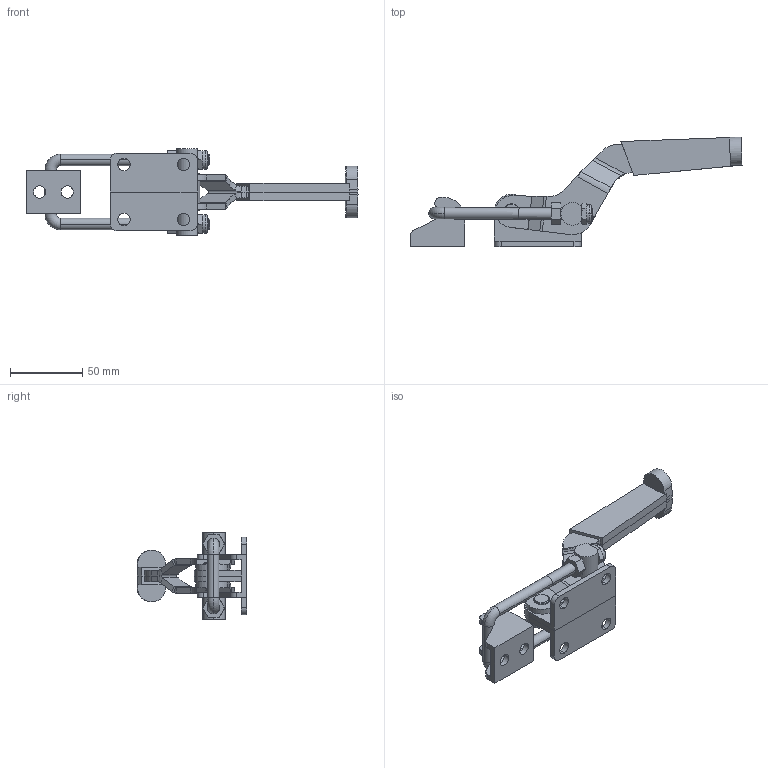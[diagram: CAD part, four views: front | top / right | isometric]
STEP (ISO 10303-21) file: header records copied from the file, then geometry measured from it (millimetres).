
FILE_DESCRIPTION (( 'STEP AP214' ), '1' );
FILE_NAME ('493798(GH-40341).STEP', '2019-01-16T02:41:06', ( 'LinWei' ), ( '' ), 'SwSTEP 2.0', 'SolidWorks 2016', '' );
FILE_SCHEMA (( 'AUTOMOTIVE_DESIGN' ));
Length unit declared in the file: millimetre
Products named in the file (5): Group4^493798(GH-40341); Group3^493798(GH-40341); Group2^493798(GH-40341); Group1^493798(GH-40341); 493798(GH-40341)
Assembly tree (4 placements, depth 2):
  493798(GH-40341)
    Group1^493798(GH-40341)
    Group2^493798(GH-40341)
    Group3^493798(GH-40341)
    Group4^493798(GH-40341)
Bounding box: 230.32 x 76.14 x 60.3 mm (x, y, z)
Volume: 103216.1 mm3; surface area: 47081.2 mm2
Topology: 6 solids, 6 shells, 342 faces, 815 edges, 487 vertices
Faces by surface type: plane 162, cylinder 112, cone 42, bspline 18, torus 8
Entity records: 10845 total; most frequent: CARTESIAN_POINT 2261, DIRECTION 1662, ORIENTED_EDGE 1630, EDGE_CURVE 815, AXIS2_PLACEMENT_3D 600, VERTEX_POINT 487, LINE 462, VECTOR 462
